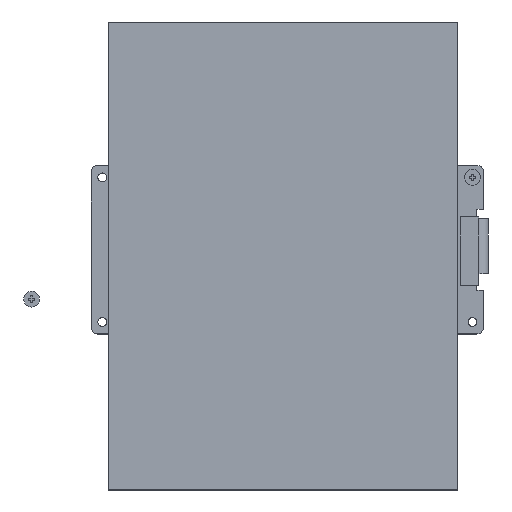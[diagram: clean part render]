
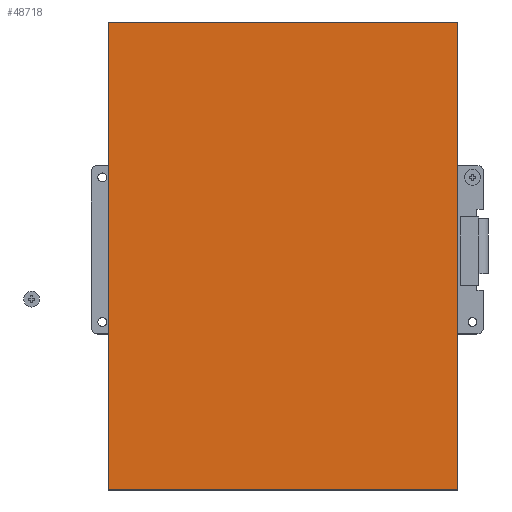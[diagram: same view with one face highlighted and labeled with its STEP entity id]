
A CAD part, top view. The second image highlights one B-rep face of the part: STEP entity #48718.
In plain terms, the highlighted planar face has unit normal (0, 0, 1).
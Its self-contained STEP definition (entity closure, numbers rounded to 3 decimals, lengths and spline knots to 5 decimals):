
#3980=ORIENTED_EDGE('',*,*,#16993,.F.);
#3981=ORIENTED_EDGE('',*,*,#16997,.T.);
#3982=ORIENTED_EDGE('',*,*,#17000,.T.);
#3983=ORIENTED_EDGE('',*,*,#17002,.F.);
#16993=EDGE_CURVE('',#23628,#23629,#28145,.T.);
#16997=EDGE_CURVE('',#23628,#23631,#28149,.T.);
#17000=EDGE_CURVE('',#23631,#23633,#28152,.T.);
#17002=EDGE_CURVE('',#23629,#23633,#28154,.T.);
#23628=VERTEX_POINT('',#72365);
#23629=VERTEX_POINT('',#72367);
#23631=VERTEX_POINT('',#72373);
#23633=VERTEX_POINT('',#72379);
#28145=LINE('',#72366,#34055);
#28149=LINE('',#72374,#34059);
#28152=LINE('',#72380,#34062);
#28154=LINE('',#72383,#34064);
#34055=VECTOR('',#57913,1.);
#34059=VECTOR('',#57919,1.);
#34062=VECTOR('',#57924,1.);
#34064=VECTOR('',#57928,1.);
#39765=EDGE_LOOP('',(#3980,#3981,#3982,#3983));
#43085=FACE_BOUND('',#39765,.T.);
#46268=PLANE('',#53313);
#48718=ADVANCED_FACE('',(#43085),#46268,.T.);
#53313=AXIS2_PLACEMENT_3D('',#72384,#57929,#57930);
#57913=DIRECTION('',(1.,0.,0.));
#57919=DIRECTION('',(0.,-1.,0.));
#57924=DIRECTION('',(1.,0.,0.));
#57928=DIRECTION('',(0.,-1.,0.));
#57929=DIRECTION('',(0.,0.,1.));
#57930=DIRECTION('',(1.,0.,0.));
#72365=CARTESIAN_POINT('',(-0.05676,0.06223,0.001));
#72366=CARTESIAN_POINT('',(-0.01687,0.06223,0.001));
#72367=CARTESIAN_POINT('',(0.02302,0.06223,0.001));
#72373=CARTESIAN_POINT('',(-0.05676,-0.04459,0.001));
#72374=CARTESIAN_POINT('',(-0.05676,0.00882,0.001));
#72379=CARTESIAN_POINT('',(0.02302,-0.04459,0.001));
#72380=CARTESIAN_POINT('',(-0.01687,-0.04459,0.001));
#72383=CARTESIAN_POINT('',(0.02302,0.00882,0.001));
#72384=CARTESIAN_POINT('',(-0.01687,0.00882,0.001));
